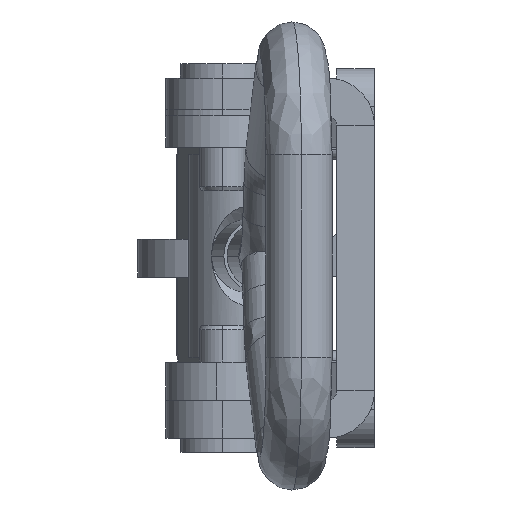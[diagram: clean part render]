
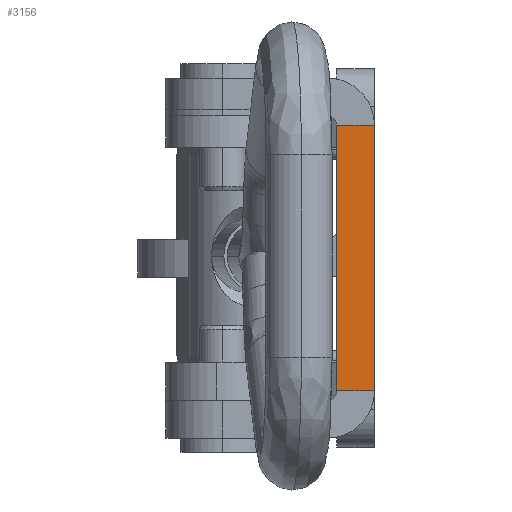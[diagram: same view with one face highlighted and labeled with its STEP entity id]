
A CAD part, left-side view. The second image highlights one B-rep face of the part: STEP entity #3156.
In plain terms, the highlighted planar face has unit normal (-1, 0, 0).
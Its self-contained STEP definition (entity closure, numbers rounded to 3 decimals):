
#40 = DIRECTION ( 'NONE',  ( -1., 0., 0. ) ) ;
#351 = CARTESIAN_POINT ( 'NONE',  ( -23., -4., -34. ) ) ;
#352 = LINE ( 'NONE', #5527, #6414 ) ;
#757 = VERTEX_POINT ( 'NONE', #5576 ) ;
#1030 = EDGE_CURVE ( 'NONE', #4233, #5336, #2178, .T. ) ;
#1390 = LINE ( 'NONE', #3305, #7420 ) ;
#1420 = CARTESIAN_POINT ( 'NONE',  ( -23., 0., -34. ) ) ;
#1828 = DIRECTION ( 'NONE',  ( 0., 0., 1. ) ) ;
#1947 = VECTOR ( 'NONE', #4652, 1000. ) ;
#2178 = LINE ( 'NONE', #3727, #6666 ) ;
#2790 = ORIENTED_EDGE ( 'NONE', *, *, #1030, .F. ) ;
#2840 = EDGE_CURVE ( 'NONE', #4233, #757, #3679, .T. ) ;
#3156 = ADVANCED_FACE ( 'NONE', ( #7418 ), #4150, .T. ) ;
#3305 = CARTESIAN_POINT ( 'NONE',  ( -23., -4., -6. ) ) ;
#3427 = EDGE_CURVE ( 'NONE', #5336, #4693, #352, .T. ) ;
#3679 = LINE ( 'NONE', #6641, #1947 ) ;
#3727 = CARTESIAN_POINT ( 'NONE',  ( -23., -4., -34. ) ) ;
#3889 = DIRECTION ( 'NONE',  ( 0., 1., 0. ) ) ;
#4150 = PLANE ( 'NONE',  #7295 ) ;
#4233 = VERTEX_POINT ( 'NONE', #351 ) ;
#4264 = CARTESIAN_POINT ( 'NONE',  ( -23., 0., -6. ) ) ;
#4395 = DIRECTION ( 'NONE',  ( 0., 0., 1. ) ) ;
#4535 = ORIENTED_EDGE ( 'NONE', *, *, #3427, .F. ) ;
#4652 = DIRECTION ( 'NONE',  ( 0., 0., 1. ) ) ;
#4693 = VERTEX_POINT ( 'NONE', #4264 ) ;
#4705 = DIRECTION ( 'NONE',  ( 0., 1., 0. ) ) ;
#4732 = CARTESIAN_POINT ( 'NONE',  ( -23., -4., -6. ) ) ;
#4789 = EDGE_LOOP ( 'NONE', ( #4535, #2790, #7282, #6913 ) ) ;
#4888 = EDGE_CURVE ( 'NONE', #757, #4693, #1390, .T. ) ;
#5336 = VERTEX_POINT ( 'NONE', #1420 ) ;
#5527 = CARTESIAN_POINT ( 'NONE',  ( -23., 0., -6. ) ) ;
#5576 = CARTESIAN_POINT ( 'NONE',  ( -23., -4., -6. ) ) ;
#6414 = VECTOR ( 'NONE', #4395, 1000. ) ;
#6641 = CARTESIAN_POINT ( 'NONE',  ( -23., -4., -6. ) ) ;
#6666 = VECTOR ( 'NONE', #4705, 1000. ) ;
#6913 = ORIENTED_EDGE ( 'NONE', *, *, #4888, .T. ) ;
#7282 = ORIENTED_EDGE ( 'NONE', *, *, #2840, .T. ) ;
#7295 = AXIS2_PLACEMENT_3D ( 'NONE', #4732, #40, #1828 ) ;
#7418 = FACE_OUTER_BOUND ( 'NONE', #4789, .T. ) ;
#7420 = VECTOR ( 'NONE', #3889, 1000. ) ;
